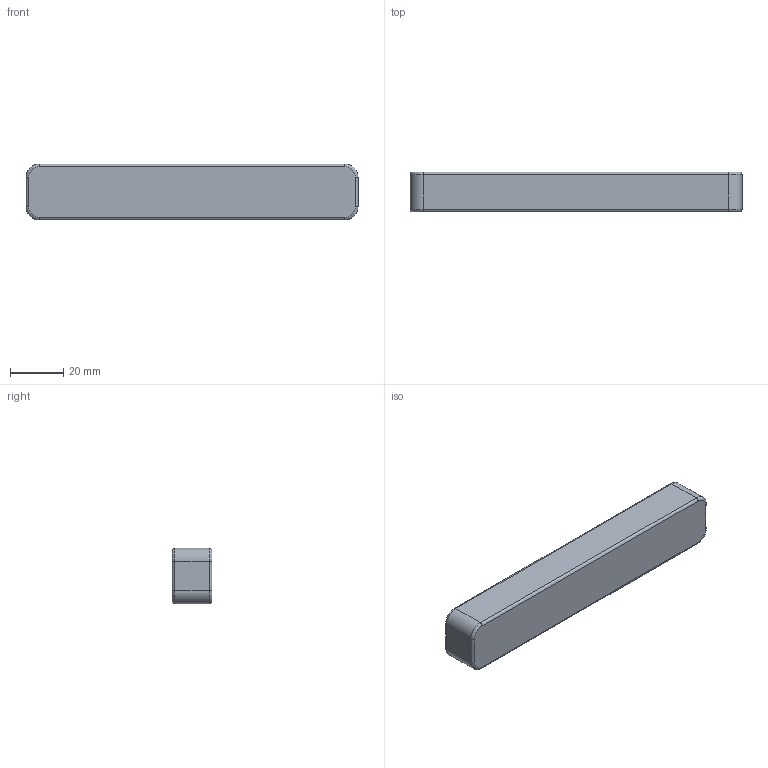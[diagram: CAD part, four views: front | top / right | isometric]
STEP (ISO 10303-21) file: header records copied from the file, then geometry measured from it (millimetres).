
FILE_DESCRIPTION(/* description */ (''),/* implementation_level */ '2;1');
FILE_NAME(/* name */ 'Test_Well6x1.stp',/* time_stamp */ '2021-11-25T12:49:41+00:00',/* author */ ('Gareth'),/* organization */ (''),/* preprocessor_version */ 'ST-DEVELOPER v18.1',/* originating_system */ 'Autodesk Inventor 2022',/* authorisation */ '');
FILE_SCHEMA (('AUTOMOTIVE_DESIGN { 1 0 10303 214 3 1 1 }'));
Length unit declared in the file: millimetre
Products named in the file (1): Test_Well6x1
Bounding box: 125 x 15 x 21 mm (x, y, z)
Volume: 30976.3 mm3; surface area: 11092 mm2
Topology: 1 solids, 1 shells, 50 faces, 110 edges, 68 vertices
Faces by surface type: torus 20, cylinder 18, plane 12
Full cylindrical faces by diameter (mm): 15 x6
Entity records: 1447 total; most frequent: DIRECTION 292, CARTESIAN_POINT 229, ORIENTED_EDGE 220, AXIS2_PLACEMENT_3D 131, EDGE_CURVE 110, CIRCLE 80, VERTEX_POINT 68, EDGE_LOOP 56
